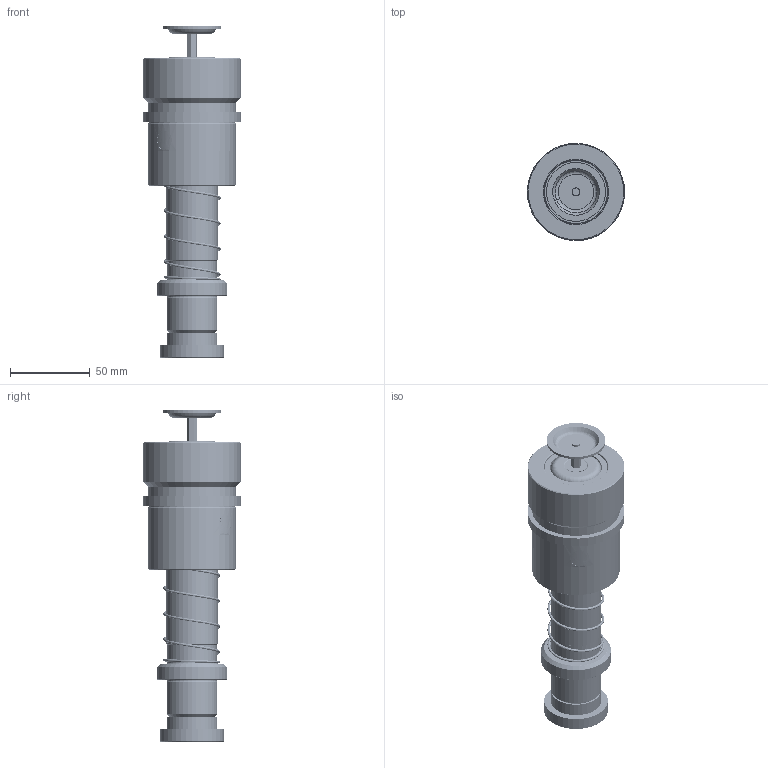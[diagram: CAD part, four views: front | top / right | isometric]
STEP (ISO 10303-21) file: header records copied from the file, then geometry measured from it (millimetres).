
FILE_DESCRIPTION (( 'STEP AP214' ), '1' );
FILE_NAME ('RTSH (RTJH)-D32-L150(BL-80).STEP', '2021-09-09T02:38:11', ( '' ), ( '' ), 'SwSTEP 2.0', 'SolidWorks 2016', '' );
FILE_SCHEMA (( 'AUTOMOTIVE_DESIGN' ));
Length unit declared in the file: millimetre
Products named in the file (317): BALL-D4; GTM-37郪蚾; BSH-D39.5-32.5-L75郪蚾; BSH-39.5-32.5-L75; TRPM-D32-L150; GTM-3-縐种; HWP-D35.7-d32.5-L70; RTSH (RTJH)-D32-L150(BL-80); TRB32-40-40; GTM-M12蹟簽; GTM-37; DRPM蹟簽D32
Assembly tree (309 placements, depth 3):
  BALL-D4
  BALL-D4
  BALL-D4
  BALL-D4
  BALL-D4
Bounding box: 60.99 x 60.99 x 208.36 mm (x, y, z)
Volume: 288390.3 mm3; surface area: 108384.5 mm2
Topology: 302 solids, 302 shells, 1386 faces, 5848 edges, 3886 vertices
Faces by surface type: sphere 1176, cylinder 72, plane 52, cone 42, torus 22, bspline 22
Entity records: 63777 total; most frequent: CARTESIAN_POINT 37437, ORIENTED_EDGE 4614, DIRECTION 3990, EDGE_CURVE 2307, AXIS2_PLACEMENT_3D 1894, VERTEX_POINT 1514, EDGE_LOOP 1387, B_SPLINE_CURVE_WITH_KNOTS 1288
